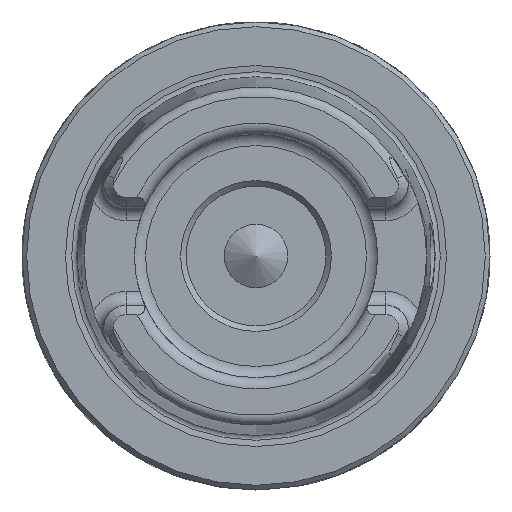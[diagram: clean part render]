
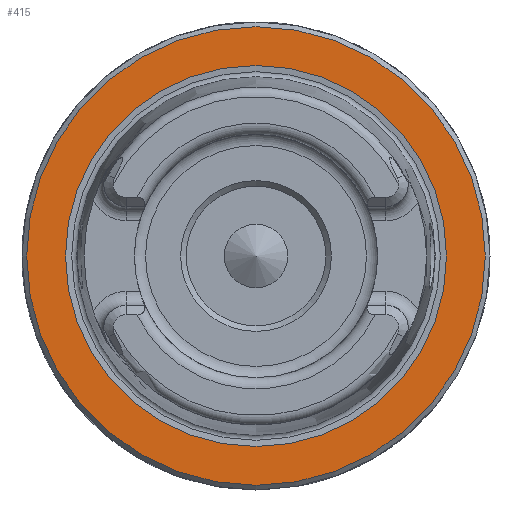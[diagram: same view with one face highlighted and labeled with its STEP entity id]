
A CAD part, left-side view. The second image highlights one B-rep face of the part: STEP entity #415.
In plain terms, the highlighted planar face has unit normal (-1, 0, 0).
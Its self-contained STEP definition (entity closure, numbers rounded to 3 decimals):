
#415 = ADVANCED_FACE( '', ( #920, #921 ), #922, .F. );
#920 = FACE_BOUND( '', #1485, .T. );
#921 = FACE_OUTER_BOUND( '', #1486, .T. );
#922 = PLANE( '', #1487 );
#1485 = EDGE_LOOP( '', ( #2571 ) );
#1486 = EDGE_LOOP( '', ( #2572 ) );
#1487 = AXIS2_PLACEMENT_3D( '', #2573, #2574, #2575 );
#2571 = ORIENTED_EDGE( '', *, *, #3392, .F. );
#2572 = ORIENTED_EDGE( '', *, *, #3036, .T. );
#2573 = CARTESIAN_POINT( '', ( 0., 0., 24.5 ) );
#2574 = DIRECTION( '', ( 1., 0., 0. ) );
#2575 = DIRECTION( '', ( 0., 0., -1. ) );
#3036 = EDGE_CURVE( '', #3580, #3580, #3581, .T. );
#3392 = EDGE_CURVE( '', #4124, #4124, #4125, .T. );
#3580 = VERTEX_POINT( '', #4528 );
#3581 = CIRCLE( '', #4529, 24.5 );
#4124 = VERTEX_POINT( '', #6012 );
#4125 = CIRCLE( '', #6013, 20.354 );
#4528 = CARTESIAN_POINT( '', ( 0., 0., 24.5 ) );
#4529 = AXIS2_PLACEMENT_3D( '', #6372, #6373, #6374 );
#6012 = CARTESIAN_POINT( '', ( 0., 0., 20.354 ) );
#6013 = AXIS2_PLACEMENT_3D( '', #6776, #6777, #6778 );
#6372 = CARTESIAN_POINT( '', ( 0., 0., 0. ) );
#6373 = DIRECTION( '', ( -1., 0., 0. ) );
#6374 = DIRECTION( '', ( 0., 0., 1. ) );
#6776 = CARTESIAN_POINT( '', ( 0., 0., 0. ) );
#6777 = DIRECTION( '', ( -1., 0., 0. ) );
#6778 = DIRECTION( '', ( 0., 0., 1. ) );
